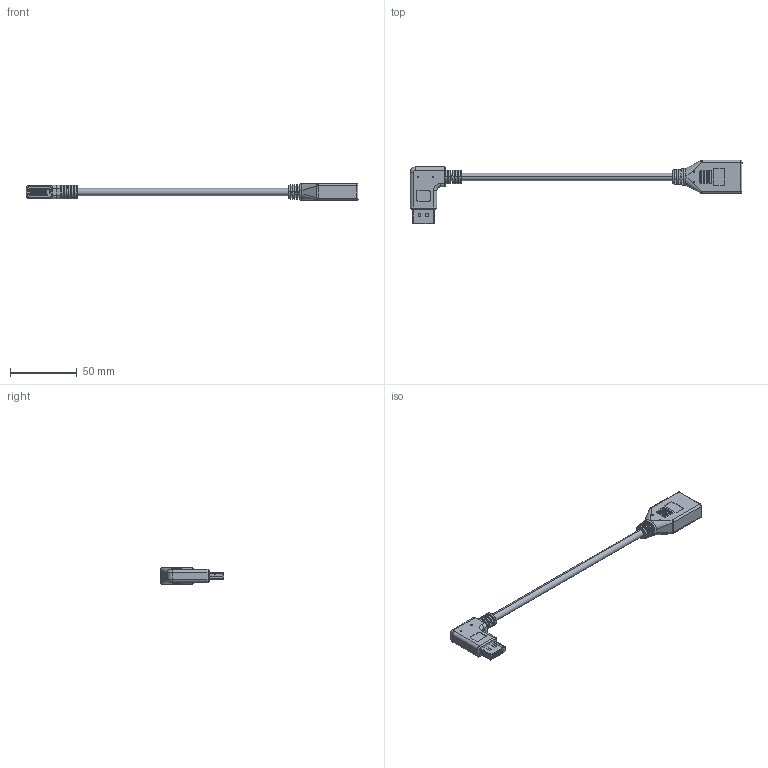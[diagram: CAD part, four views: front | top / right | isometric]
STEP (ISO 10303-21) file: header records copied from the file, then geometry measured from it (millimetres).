
FILE_DESCRIPTION (( 'STEP AP214' ), '1' );
FILE_NAME ('DP8LA-FM-1M_3D.step', '2025-06-16T18:24:44', ( '' ), ( '' ), 'SwSTEP 2.0', 'SolidWorks 2022', '' );
FILE_SCHEMA (( 'AUTOMOTIVE_DESIGN' ));
Length unit declared in the file: inch
Products named in the file (34): XSD6X0A_1_6; XSD14X0A_1_6; DPDJTX0A_1_6; XSD20S0A_1_6; XSD13X0A_1_6; XSD4X0A_1_6; DPAF-210309-1EE06_1_1_6; XSD10X0A_1_6; DYSLP0X0A_1_6; DP35A00A_1_6; XSD9X0A_1_6; XSD2X0A_1_6; XSD8X0A_1_6; DPAF-PCB-210309-1C0EE6_1_1_6; XSD16S0A_1_6; XSD5X0A_1_6; DP8LA-FM-1M_3D; XSD1X0A_1_6; 0DP36A_ASM_1_ASM_6; XSD3X0A_1_6; XSD7X0A_1_6; DP35A10A_1_6; DP36AW_ASM_1_1_ASM_6; DP35A20A_1_6; XSD15S0A_1_6; DPYH1X0A_1_6; XSDD120A_1_6; XSD18S0A_1_6; DPF-01EE06_1_1_6; 225DP04DP0A_ASM_1_ASM_6; XSD19S0A_1_6; HSJXDPX0A_1_6; XSD17S0A_1_6; XSD12X0A_1_6
Assembly tree (33 placements, depth 4):
  DP8LA-FM-1M_3D
    0DP36A_ASM_1_ASM_6
      DP35A00A_1_6
      DP35A10A_1_6
      DP35A20A_1_6
      225DP04DP0A_ASM_1_ASM_6
        HSJXDPX0A_1_6
        DPYH1X0A_1_6
        DPDJTX0A_1_6
        DYSLP0X0A_1_6
        XSD1X0A_1_6
        XSD2X0A_1_6
        XSD3X0A_1_6
        XSD4X0A_1_6
        XSD5X0A_1_6
        XSD6X0A_1_6
        XSD7X0A_1_6
        XSD8X0A_1_6
        XSD9X0A_1_6
        XSD10X0A_1_6
        XSDD120A_1_6
        XSD12X0A_1_6
        XSD13X0A_1_6
        XSD14X0A_1_6
        XSD15S0A_1_6
        XSD16S0A_1_6
        XSD17S0A_1_6
        XSD18S0A_1_6
        XSD19S0A_1_6
        XSD20S0A_1_6
      DP36AW_ASM_1_1_ASM_6
        DPAF-PCB-210309-1C0EE6_1_1_6
        DPAF-210309-1EE06_1_1_6
        DPF-01EE06_1_1_6
Bounding box: 248.15 x 47.38 x 12.8 mm (x, y, z)
Volume: 23995.1 mm3; surface area: 21204.1 mm2
Topology: 30 solids, 30 shells, 6618 faces, 19521 edges, 12859 vertices
Faces by surface type: plane 3997, cylinder 2226, bspline 338, cone 49, torus 8
Entity records: 261601 total; most frequent: CARTESIAN_POINT 94576, ORIENTED_EDGE 38942, DIRECTION 28499, EDGE_CURVE 19471, VERTEX_POINT 12859, LINE 11851, VECTOR 11851, AXIS2_PLACEMENT_3D 8324
